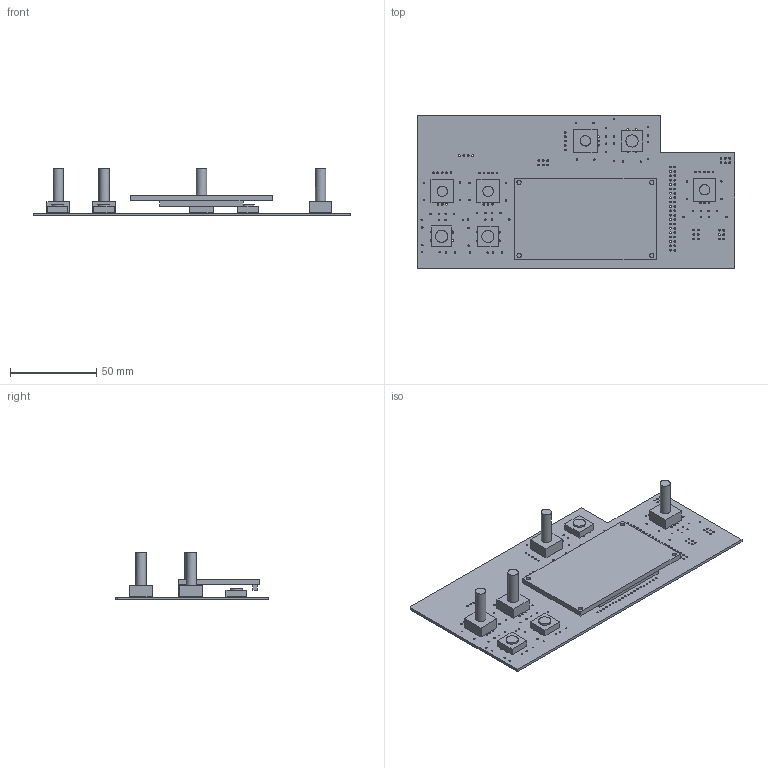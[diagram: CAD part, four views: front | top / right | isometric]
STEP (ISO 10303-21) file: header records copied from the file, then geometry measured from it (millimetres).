
FILE_DESCRIPTION(('KiCad electronic assembly'),'2;1');
FILE_NAME('norns_forkV2.step','2022-05-30T16:17:32',('Pcbnew'),('Kicad') ,'Open CASCADE STEP processor 7.5','KiCad to STEP converter','Unknown' );
FILE_SCHEMA(('AUTOMOTIVE_DESIGN { 1 0 10303 214 1 1 1 1 }'));
Length unit declared in the file: millimetre
Products named in the file (8): norns_forkV2 1; encodeur; SOLID; bouton; ecran; norns_fork PCB
Assembly tree (12 placements, depth 3):
  norns_forkV2 1
    encodeur  x4
      SOLID
    bouton  x3
      SOLID
    ecran
      SOLID
    norns_fork PCB
Bounding box: 184.4 x 88.53 x 27.65 mm (x, y, z)
Volume: 44832.7 mm3; surface area: 46950.7 mm2
Topology: 9 solids, 9 shells, 317 faces, 859 edges, 575 vertices
Faces by surface type: cylinder 215, bspline 78, plane 24
Full cylindrical faces by diameter (mm): 0.8 x66, 1 x120, 1.2 x12
Entity records: 21649 total; most frequent: CARTESIAN_POINT 6307, DIRECTION 2637, ORIENTED_EDGE 1558, PCURVE 1558, DEFINITIONAL_REPRESENTATION 1558, LINE 1273, VECTOR 1273, EDGE_CURVE 779
